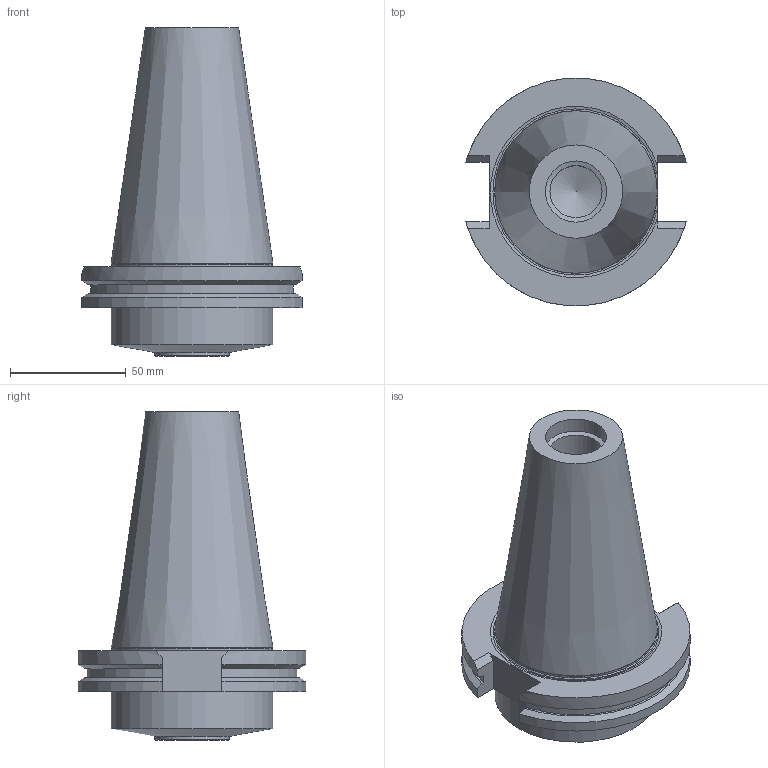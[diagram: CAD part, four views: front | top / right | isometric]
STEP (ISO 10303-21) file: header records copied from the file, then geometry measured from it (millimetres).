
FILE_DESCRIPTION(/* description */ (''),/* implementation_level */ '2;1');
FILE_NAME(/* name */ '2786_1_3d.stp',/* time_stamp */ '2017-02-08T09:10:14+01:00',/* author */ (''),/* organization */ ('SMS'),/* preprocessor_version */ 'ST-DEVELOPER v15',/* originating_system */ 'SIEMENS PLM Software NX 8.5',/* authorisation */ '');
FILE_SCHEMA (('AUTOMOTIVE_DESIGN { 1 0 10303 214 3 1 1 1 }'));
Length unit declared in the file: millimetre
Products named in the file (1): 2786_1_3D
Bounding box: 94.96 x 98.06 x 141.6 mm (x, y, z)
Volume: 414847.6 mm3; surface area: 44723.4 mm2
Topology: 1 solids, 1 shells, 43 faces, 112 edges, 72 vertices
Faces by surface type: plane 19, cone 11, cylinder 11, torus 2
Full cylindrical faces by diameter (mm): 22.5 x1, 26.375 x1, 32 x1, 69.25 x1, 69.85 x1
Entity records: 1287 total; most frequent: CARTESIAN_POINT 247, DIRECTION 215, ORIENTED_EDGE 190, EDGE_CURVE 95, AXIS2_PLACEMENT_3D 84, VERTEX_POINT 69, EDGE_LOOP 57, LINE 47
